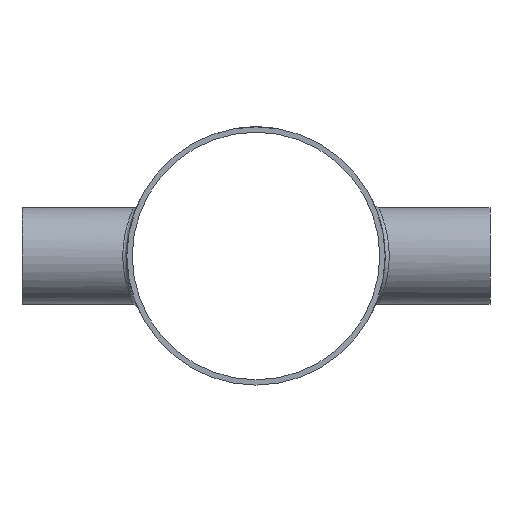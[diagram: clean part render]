
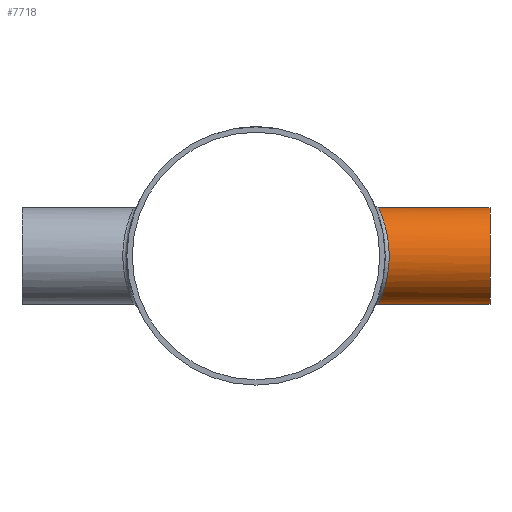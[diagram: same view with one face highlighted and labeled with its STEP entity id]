
A CAD part, left-side view. The second image highlights one B-rep face of the part: STEP entity #7718.
In plain terms, the highlighted cylindrical face has radius 19.05 mm (diameter 38.1 mm), a full revolution.
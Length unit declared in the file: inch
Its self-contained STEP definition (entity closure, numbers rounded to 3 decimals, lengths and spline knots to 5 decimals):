
#158=FACE_BOUND('',#1428,.T.);
#966=FACE_OUTER_BOUND('',#1427,.T.);
#1427=EDGE_LOOP('',(#7207));
#1428=EDGE_LOOP('',(#7208));
#2681=CIRCLE('',#8194,0.75);
#3040=B_SPLINE_CURVE_WITH_KNOTS('',3,(#16558,#16559,#16560,#16561,#16562,
#16563,#16564,#16565,#16566,#16567,#16568,#16569,#16570,#16571,#16572,#16573,
#16574,#16575,#16576,#16577,#16578,#16579,#16580,#16581),.UNSPECIFIED.,
 .T.,.F.,(4,1,1,1,1,1,1,1,1,1,1,1,1,1,1,1,1,1,1,1,1,4),(0.,0.41448,
0.82896,1.65791,2.07239,2.48687,2.90135,
3.31583,3.86847,4.97374,5.52638,6.07902,
6.63166,7.46061,7.87509,8.28957,8.70405,
9.11853,9.94748,10.77644,11.19092,11.6054),
 .UNSPECIFIED.);
#3798=VERTEX_POINT('',#16556);
#3799=VERTEX_POINT('',#16584);
#4938=EDGE_CURVE('',#3798,#3798,#3040,.T.);
#4939=EDGE_CURVE('',#3799,#3799,#2681,.T.);
#7207=ORIENTED_EDGE('',*,*,#4939,.F.);
#7208=ORIENTED_EDGE('',*,*,#4938,.F.);
#7270=CYLINDRICAL_SURFACE('',#8193,0.75);
#7718=ADVANCED_FACE('',(#966,#158),#7270,.T.);
#8193=AXIS2_PLACEMENT_3D('',#16583,#9690,#9691);
#8194=AXIS2_PLACEMENT_3D('',#16585,#9692,#9693);
#9690=DIRECTION('center_axis',(0.,1.,0.));
#9691=DIRECTION('ref_axis',(1.,0.,0.));
#9692=DIRECTION('center_axis',(0.,-1.,0.));
#9693=DIRECTION('ref_axis',(1.,0.,0.));
#16556=CARTESIAN_POINT('',(0.,-1.89572,-0.75));
#16558=CARTESIAN_POINT('Ctrl Pts',(0.,-1.89571,
-0.75));
#16559=CARTESIAN_POINT('Ctrl Pts',(-0.05668,-1.89571,
-0.75));
#16560=CARTESIAN_POINT('Ctrl Pts',(-0.17002,-1.90182,
-0.73705));
#16561=CARTESIAN_POINT('Ctrl Pts',(-0.38337,-1.93523,
-0.66164));
#16562=CARTESIAN_POINT('Ctrl Pts',(-0.56058,-1.98855,
-0.51983));
#16563=CARTESIAN_POINT('Ctrl Pts',(-0.68039,-2.03354,
-0.33018));
#16564=CARTESIAN_POINT('Ctrl Pts',(-0.73707,-2.05692,
-0.17006));
#16565=CARTESIAN_POINT('Ctrl Pts',(-0.75648,-2.0653,
0.00001));
#16566=CARTESIAN_POINT('Ctrl Pts',(-0.73488,-2.05598,
0.18891));
#16567=CARTESIAN_POINT('Ctrl Pts',(-0.63019,-2.01285,
0.4531));
#16568=CARTESIAN_POINT('Ctrl Pts',(-0.40496,-1.93602,
0.66223));
#16569=CARTESIAN_POINT('Ctrl Pts',(-0.11492,-1.89442,
0.75277));
#16570=CARTESIAN_POINT('Ctrl Pts',(0.11492,-1.89447,
0.75282));
#16571=CARTESIAN_POINT('Ctrl Pts',(0.36865,-1.93074,0.67346));
#16572=CARTESIAN_POINT('Ctrl Pts',(0.56056,-1.98857,
0.51983));
#16573=CARTESIAN_POINT('Ctrl Pts',(0.68039,-2.03352,
0.3302));
#16574=CARTESIAN_POINT('Ctrl Pts',(0.73708,-2.05696,
0.17001));
#16575=CARTESIAN_POINT('Ctrl Pts',(0.75645,-2.06522,
0.0001));
#16576=CARTESIAN_POINT('Ctrl Pts',(0.73065,-2.05431,
-0.22695));
#16577=CARTESIAN_POINT('Ctrl Pts',(0.60493,-2.00206,-0.48459));
#16578=CARTESIAN_POINT('Ctrl Pts',(0.38336,-1.93516,
-0.66155));
#16579=CARTESIAN_POINT('Ctrl Pts',(0.17003,-1.90184,
-0.73709));
#16580=CARTESIAN_POINT('Ctrl Pts',(0.05667,-1.89572,
-0.75001));
#16581=CARTESIAN_POINT('Ctrl Pts',(0.,-1.89571,
-0.75));
#16583=CARTESIAN_POINT('Origin',(0.,-3.625,0.));
#16584=CARTESIAN_POINT('',(-0.75,-3.625,0.));
#16585=CARTESIAN_POINT('Origin',(0.,-3.625,0.));
